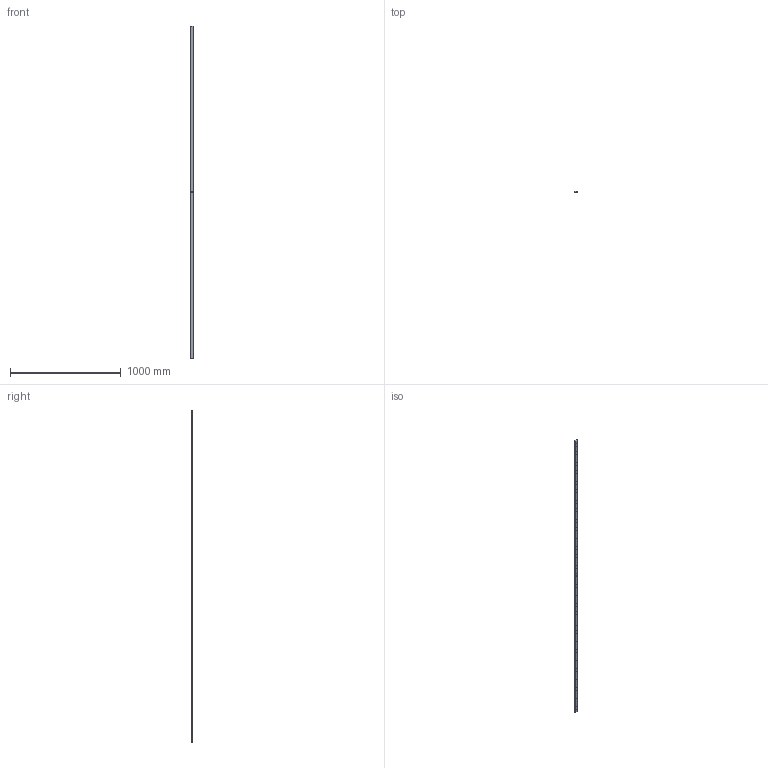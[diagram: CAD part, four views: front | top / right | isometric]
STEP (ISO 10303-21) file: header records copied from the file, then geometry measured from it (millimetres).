
FILE_DESCRIPTION (( 'STEP AP203' ), '1' );
FILE_NAME ('6006.step', '2022-04-27T08:05:50', ( '' ), ( '' ), 'SwSTEP 2.0', 'SolidWorks 2018', '' );
FILE_SCHEMA (( 'CONFIG_CONTROL_DESIGN' ));
Length unit declared in the file: millimetre
Products named in the file (1): 6006
Bounding box: 25 x 8 x 3000 mm (x, y, z)
Volume: 569075.7 mm3; surface area: 192286.4 mm2
Topology: 1 solids, 1 shells, 614 faces, 2574 edges, 1182 vertices
Faces by surface type: torus 402, plane 108, bspline 104
Entity records: 25795 total; most frequent: CARTESIAN_POINT 9467, ORIENTED_EDGE 3548, DIRECTION 3396, EDGE_CURVE 1774, AXIS2_PLACEMENT_3D 1319, VERTEX_POINT 1182, CIRCLE 808, LINE 758
